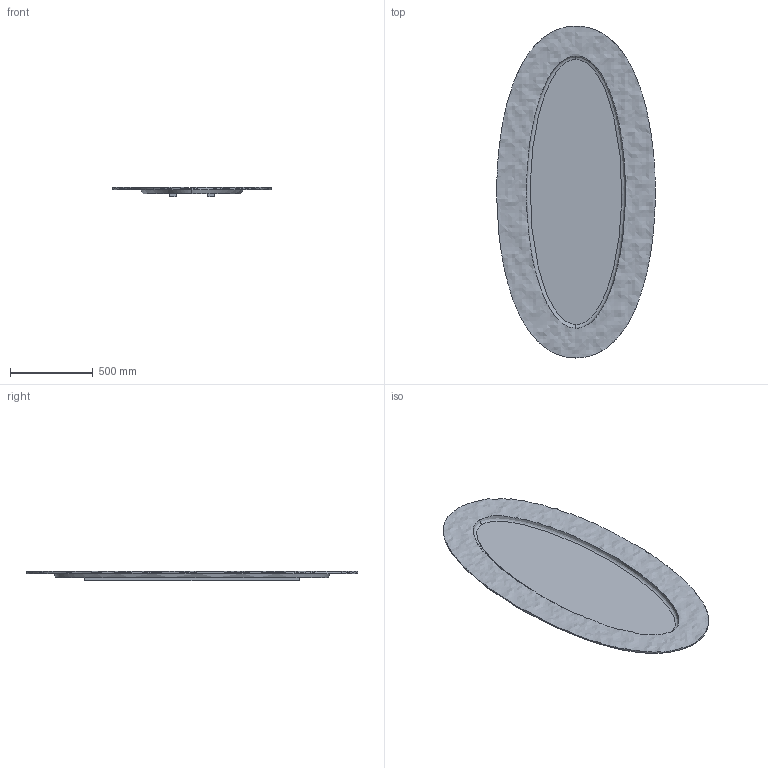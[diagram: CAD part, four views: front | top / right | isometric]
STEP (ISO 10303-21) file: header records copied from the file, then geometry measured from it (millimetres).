
FILE_DESCRIPTION(/* description */ (''),/* implementation_level */ '2;1');
FILE_NAME(/* name */ '210 - Venus elliptic 201x96',/* time_stamp */ '2010-12-01T16:00:06+01:00',/* author */ (''),/* organization */ (''),/* preprocessor_version */ 'ST-DEVELOPER v10',/* originating_system */ '',/* authorisation */ '');
FILE_SCHEMA (('CONFIG_CONTROL_DESIGN'));
Length unit declared in the file: centimetre
Products named in the file (1): 1
Bounding box: 959.97 x 2010 x 59.81 mm (x, y, z)
Volume: 18643007.9 mm3; surface area: 5045645.4 mm2
Topology: 4 solids, 4 shells, 34 faces, 74 edges, 50 vertices
Faces by surface type: plane 17, bspline 17
Entity records: 26061 total; most frequent: CARTESIAN_POINT 25459, ORIENTED_EDGE 148, EDGE_CURVE 74, B_SPLINE_CURVE_WITH_KNOTS 52, VERTEX_POINT 50, EDGE_LOOP 44, ADVANCED_FACE 34, FACE_OUTER_BOUND 34
